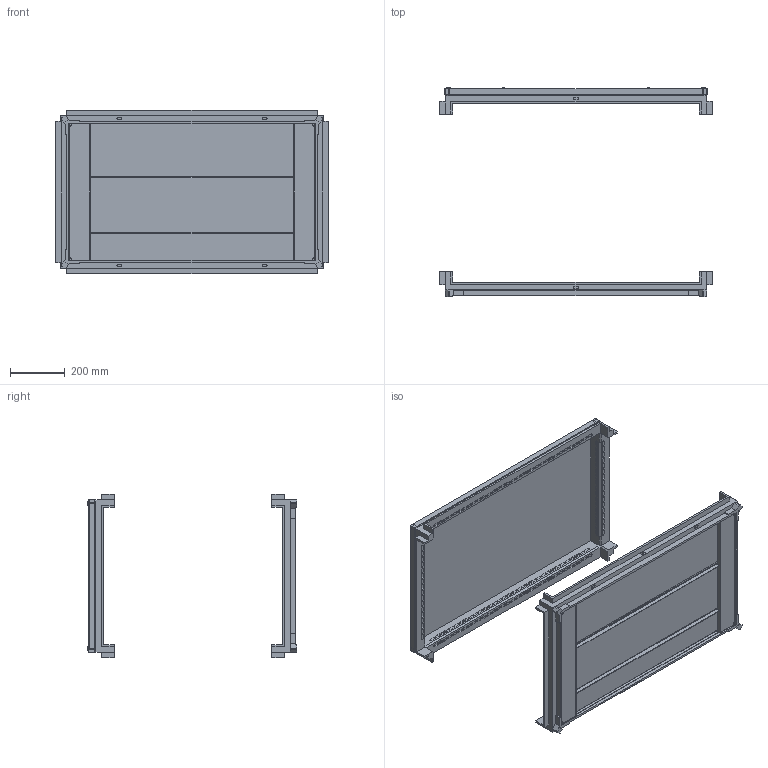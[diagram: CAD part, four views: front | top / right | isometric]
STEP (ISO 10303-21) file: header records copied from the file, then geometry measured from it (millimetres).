
FILE_DESCRIPTION (( 'STEP AP214' ), '1' );
FILE_NAME ('OKKTB1060.STEP', '2023-08-16T19:37:11', ( '' ), ( '' ), 'SwSTEP 2.0', 'SolidWorks 2021', '' );
FILE_SCHEMA (( 'AUTOMOTIVE_DESIGN' ));
Length unit declared in the file: inch
Products named in the file (1): OKKTB1060
Bounding box: 1000 x 768.31 x 600 mm (x, y, z)
Volume: 8607420.3 mm3; surface area: 3562178.8 mm2
Topology: 2 solids, 70 shells, 3944 faces, 8961 edges, 5930 vertices
Faces by surface type: plane 3279, cylinder 633, torus 12, cone 8, sphere 8, bspline 4
Full cylindrical faces by diameter (mm): 0.25 x24, 1 x1, 4.25 x460, 6 x4, 9 x10, 12 x4, 13.5 x4, 14 x4, 20 x4
Entity records: 107939 total; most frequent: CARTESIAN_POINT 19709, DIRECTION 17594, ORIENTED_EDGE 16684, EDGE_CURVE 8342, VECTOR 6924, LINE 6924, VERTEX_POINT 5862, EDGE_LOOP 5534
